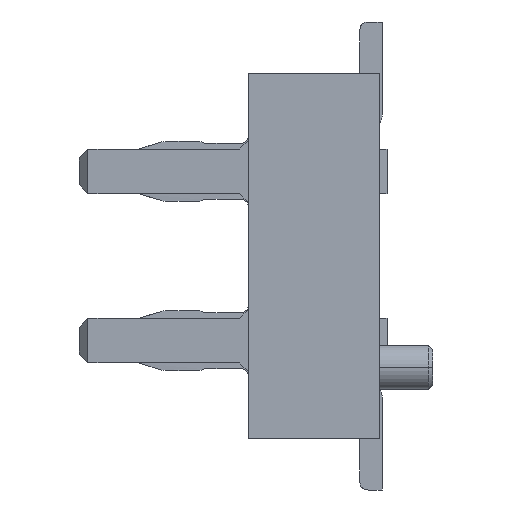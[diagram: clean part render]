
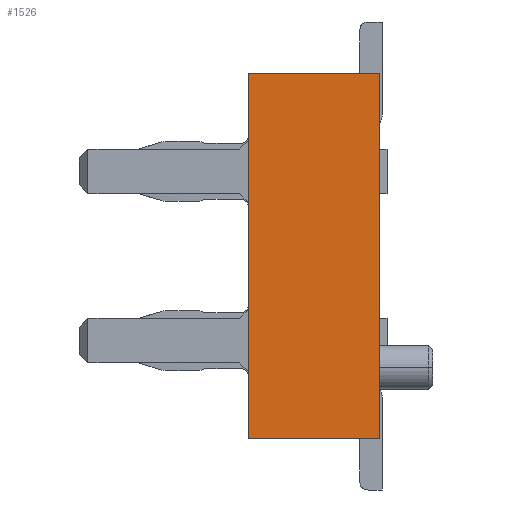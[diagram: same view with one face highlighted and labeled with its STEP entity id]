
A CAD part, left-side view. The second image highlights one B-rep face of the part: STEP entity #1526.
In plain terms, the highlighted planar face has unit normal (-1, 0, 0).
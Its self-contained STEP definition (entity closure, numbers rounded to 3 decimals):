
#1487=CARTESIAN_POINT('',(-6.35,-1.385,-2.05));
#1488=DIRECTION('',(0.,0.,1.));
#1489=DIRECTION('',(-1.,0.,0.));
#1490=AXIS2_PLACEMENT_3D('',#1487,#1489,#1488);
#1491=PLANE('',#1490);
#1492=CARTESIAN_POINT('',(-6.35,0.085,2.05));
#1493=VERTEX_POINT('',#1492);
#1494=CARTESIAN_POINT('',(-6.35,-1.385,2.05));
#1495=VERTEX_POINT('',#1494);
#1496=CARTESIAN_POINT('',(-6.35,0.085,2.05));
#1497=DIRECTION('',(0.,-1.,0.));
#1498=VECTOR('',#1497,1.47);
#1499=LINE('',#1496,#1498);
#1500=EDGE_CURVE('',#1493,#1495,#1499,.T.);
#1501=ORIENTED_EDGE('',*,*,#1500,.F.);
#1502=CARTESIAN_POINT('',(-6.35,0.085,-2.05));
#1503=VERTEX_POINT('',#1502);
#1504=CARTESIAN_POINT('',(-6.35,0.085,2.05));
#1505=DIRECTION('',(0.,0.,-1.));
#1506=VECTOR('',#1505,4.1);
#1507=LINE('',#1504,#1506);
#1508=EDGE_CURVE('',#1493,#1503,#1507,.T.);
#1509=ORIENTED_EDGE('',*,*,#1508,.T.);
#1510=CARTESIAN_POINT('',(-6.35,-1.385,-2.05));
#1511=VERTEX_POINT('',#1510);
#1512=CARTESIAN_POINT('',(-6.35,-1.385,-2.05));
#1513=DIRECTION('',(0.,1.,0.));
#1514=VECTOR('',#1513,1.47);
#1515=LINE('',#1512,#1514);
#1516=EDGE_CURVE('',#1511,#1503,#1515,.T.);
#1517=ORIENTED_EDGE('',*,*,#1516,.F.);
#1518=CARTESIAN_POINT('',(-6.35,-1.385,2.05));
#1519=DIRECTION('',(0.,0.,-1.));
#1520=VECTOR('',#1519,4.1);
#1521=LINE('',#1518,#1520);
#1522=EDGE_CURVE('',#1495,#1511,#1521,.T.);
#1523=ORIENTED_EDGE('',*,*,#1522,.F.);
#1524=EDGE_LOOP('',(#1501,#1509,#1517,#1523));
#1525=FACE_OUTER_BOUND('',#1524,.T.);
#1526=ADVANCED_FACE('',(#1525),#1491,.T.);
